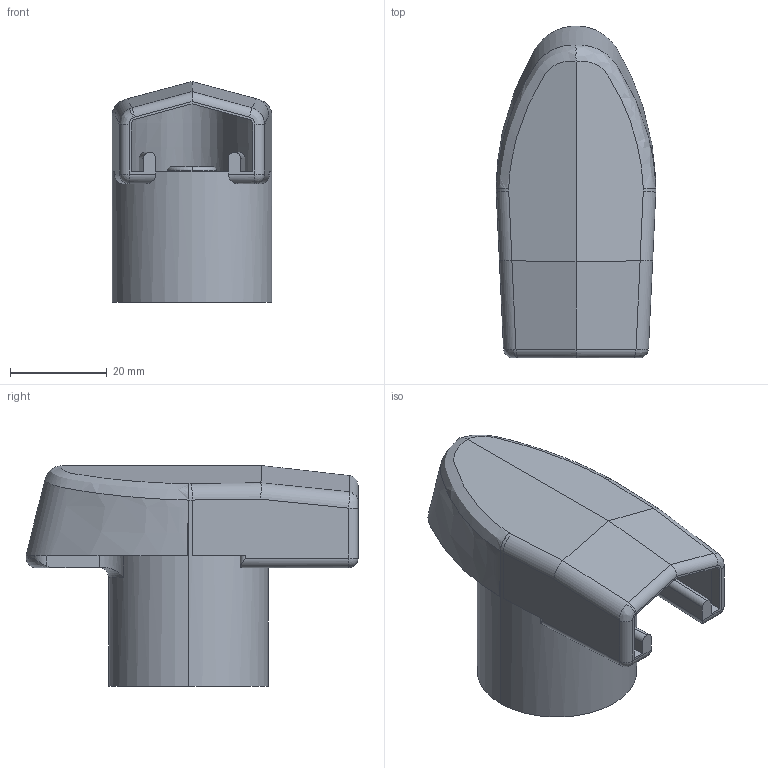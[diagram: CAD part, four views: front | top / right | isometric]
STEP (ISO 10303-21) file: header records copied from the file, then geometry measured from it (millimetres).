
FILE_DESCRIPTION (( 'STEP AP203' ), '1' );
FILE_NAME ('sone3D.STEP', '2014-10-30T04:54:15', ( '' ), ( '' ), 'SwSTEP 2.0', 'SolidWorks 2012', '' );
FILE_SCHEMA (( 'CONFIG_CONTROL_DESIGN' ));
Length unit declared in the file: millimetre
Products named in the file (1): sone3D
Bounding box: 33 x 68.58 x 45.59 mm (x, y, z)
Volume: 17291.4 mm3; surface area: 14703.3 mm2
Topology: 1 solids, 1 shells, 117 faces, 310 edges, 190 vertices
Faces by surface type: cylinder 43, plane 37, bspline 22, torus 13, sphere 2
Entity records: 7518 total; most frequent: CARTESIAN_POINT 4810, ORIENTED_EDGE 616, DIRECTION 487, EDGE_CURVE 308, VERTEX_POINT 190, AXIS2_PLACEMENT_3D 183, VECTOR 121, LINE 121
